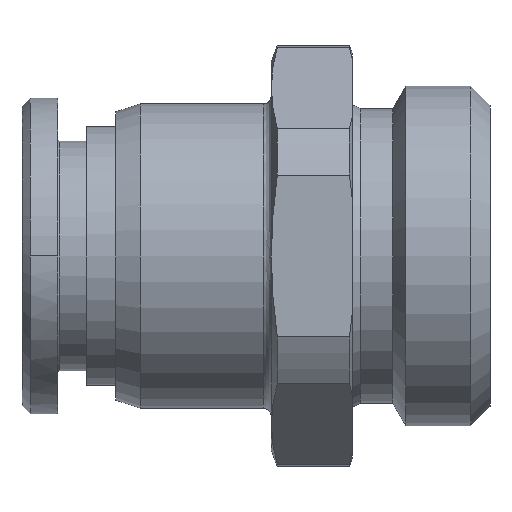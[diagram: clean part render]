
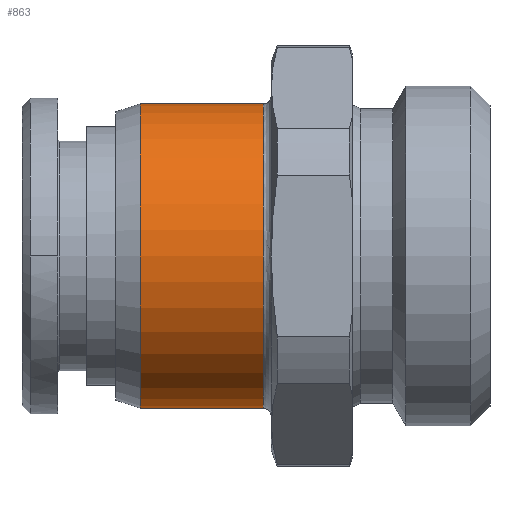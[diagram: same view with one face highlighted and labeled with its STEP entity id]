
A CAD part, front view. The second image highlights one B-rep face of the part: STEP entity #863.
In plain terms, the highlighted cylindrical face has radius 9.4 mm (diameter 18.8 mm), a partial arc.
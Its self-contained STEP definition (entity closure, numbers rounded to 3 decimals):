
#143=CARTESIAN_POINT('',(-11.1,0.0,9.4));
#144=VERTEX_POINT('',#143);
#160=CARTESIAN_POINT('',(-11.1,0.,-9.4));
#161=VERTEX_POINT('',#160);
#168=CARTESIAN_POINT('',(-11.1,0.0,0.0));
#169=DIRECTION('',(1.0,0.0,0.0));
#170=DIRECTION('',(0.0,0.0,1.0));
#171=AXIS2_PLACEMENT_3D('',#168,#169,#170);
#172=CIRCLE('',#171,9.4);
#173=EDGE_CURVE('',#144,#161,#172,.T.);
#832=CARTESIAN_POINT('',(-6.55,0.0,0.0));
#833=DIRECTION('',(1.0,0.0,0.0));
#834=DIRECTION('',(0.0,0.0,1.0));
#835=AXIS2_PLACEMENT_3D('',#832,#833,#834);
#836=CYLINDRICAL_SURFACE('',#835,9.4);
#837=CARTESIAN_POINT('',(-3.5,0.,9.4));
#838=VERTEX_POINT('',#837);
#839=CARTESIAN_POINT('',(-11.1,0.0,9.4));
#840=DIRECTION('',(1.0,0.0,0.0));
#841=VECTOR('',#840,7.6);
#842=LINE('',#839,#841);
#843=EDGE_CURVE('',#144,#838,#842,.T.);
#844=ORIENTED_EDGE('',*,*,#843,.F.);
#845=ORIENTED_EDGE('',*,*,#173,.T.);
#846=CARTESIAN_POINT('',(-3.5,0.,-9.4));
#847=VERTEX_POINT('',#846);
#848=CARTESIAN_POINT('',(-3.5,0.,-9.4));
#849=DIRECTION('',(-1.0,0.0,0.0));
#850=VECTOR('',#849,7.6);
#851=LINE('',#848,#850);
#852=EDGE_CURVE('',#847,#161,#851,.T.);
#853=ORIENTED_EDGE('',*,*,#852,.F.);
#854=CARTESIAN_POINT('',(-3.5,0.0,0.0));
#855=DIRECTION('',(1.0,0.0,0.0));
#856=DIRECTION('',(0.0,0.0,1.0));
#857=AXIS2_PLACEMENT_3D('',#854,#855,#856);
#858=CIRCLE('',#857,9.4);
#859=EDGE_CURVE('',#838,#847,#858,.T.);
#860=ORIENTED_EDGE('',*,*,#859,.F.);
#861=EDGE_LOOP('',(#844,#845,#853,#860));
#862=FACE_OUTER_BOUND('',#861,.T.);
#863=ADVANCED_FACE('',(#862),#836,.T.);
